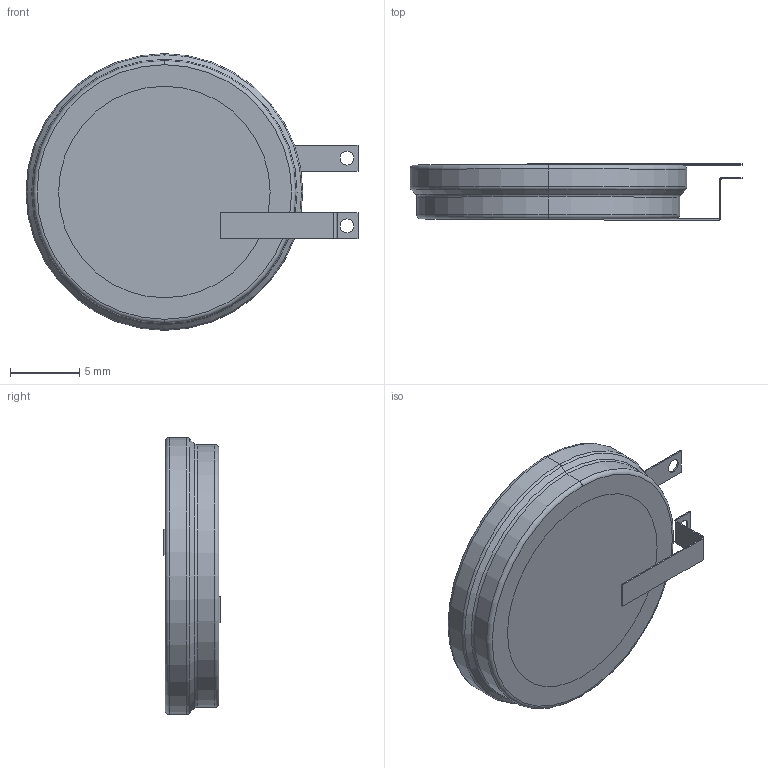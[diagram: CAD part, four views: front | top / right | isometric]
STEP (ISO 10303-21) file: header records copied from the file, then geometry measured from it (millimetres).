
FILE_DESCRIPTION (( 'STEP AP214' ), '1' );
FILE_NAME ('RJD2032C1ST1.STEP', '2019-11-18T15:05:10', ( '' ), ( '' ), 'SwSTEP 2.0', 'SolidWorks 2017', '' );
FILE_SCHEMA (( 'AUTOMOTIVE_DESIGN' ));
Length unit declared in the file: millimetre
Products named in the file (1): RJD2032C1ST1
Bounding box: 24.02 x 4.1 x 20.02 mm (x, y, z)
Volume: 1170.7 mm3; surface area: 1320 mm2
Topology: 4 solids, 4 shells, 54 faces, 110 edges, 64 vertices
Faces by surface type: plane 28, cylinder 16, torus 8, cone 2
Entity records: 1471 total; most frequent: DIRECTION 268, CARTESIAN_POINT 229, ORIENTED_EDGE 220, EDGE_CURVE 110, AXIS2_PLACEMENT_3D 103, VERTEX_POINT 64, LINE 62, VECTOR 62
